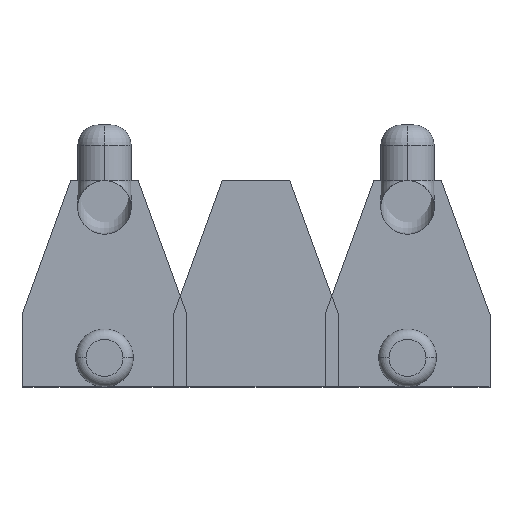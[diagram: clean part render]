
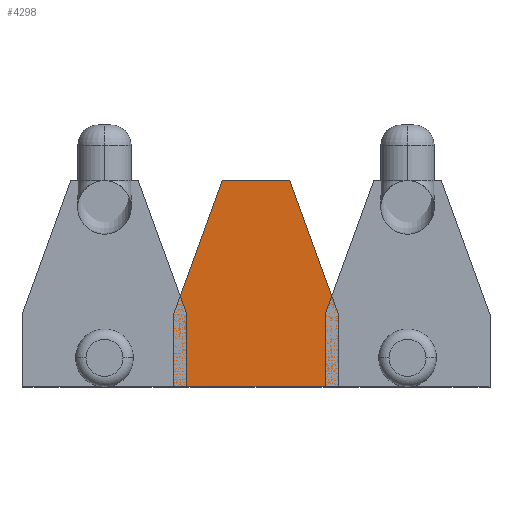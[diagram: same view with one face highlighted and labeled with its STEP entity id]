
A CAD part, top view. The second image highlights one B-rep face of the part: STEP entity #4298.
In plain terms, the highlighted planar face has unit normal (0, 0, 1).
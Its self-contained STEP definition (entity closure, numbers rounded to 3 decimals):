
#102 = VERTEX_POINT ( 'NONE', #136 ) ;
#115 = DIRECTION ( 'NONE',  ( 1., 0., 0. ) ) ;
#136 = CARTESIAN_POINT ( 'NONE',  ( 22.7, 4.2, 0. ) ) ;
#184 = EDGE_CURVE ( 'NONE', #102, #3912, #815, .T. ) ;
#191 = VECTOR ( 'NONE', #541, 1000. ) ;
#361 = VECTOR ( 'NONE', #115, 1000. ) ;
#371 = LINE ( 'NONE', #2392, #361 ) ;
#461 = EDGE_CURVE ( 'NONE', #914, #2435, #2230, .T. ) ;
#541 = DIRECTION ( 'NONE',  ( -0.342, 0.94, 0. ) ) ;
#629 = ORIENTED_EDGE ( 'NONE', *, *, #1573, .F. ) ;
#783 = VERTEX_POINT ( 'NONE', #2463 ) ;
#815 = LINE ( 'NONE', #876, #191 ) ;
#876 = CARTESIAN_POINT ( 'NONE',  ( 23.114, 3.062, 0. ) ) ;
#909 = EDGE_CURVE ( 'NONE', #3803, #3912, #371, .T. ) ;
#914 = VERTEX_POINT ( 'NONE', #4178 ) ;
#1017 = VECTOR ( 'NONE', #2567, 1000. ) ;
#1180 = CARTESIAN_POINT ( 'NONE',  ( 6.7, -2.8, 0. ) ) ;
#1211 = PLANE ( 'NONE',  #1844 ) ;
#1495 = LINE ( 'NONE', #4243, #4190 ) ;
#1532 = DIRECTION ( 'NONE',  ( 1., 0., 0. ) ) ;
#1558 = CARTESIAN_POINT ( 'NONE',  ( 22.7, -2.8, 0. ) ) ;
#1569 = DIRECTION ( 'NONE',  ( 0., 0., 1. ) ) ;
#1573 = EDGE_CURVE ( 'NONE', #102, #783, #1845, .T. ) ;
#1832 = CARTESIAN_POINT ( 'NONE',  ( 6.7, 4.2, 0. ) ) ;
#1844 = AXIS2_PLACEMENT_3D ( 'NONE', #2170, #1569, #1532 ) ;
#1845 = LINE ( 'NONE', #1558, #3693 ) ;
#1857 = FACE_OUTER_BOUND ( 'NONE', #4039, .T. ) ;
#2158 = ORIENTED_EDGE ( 'NONE', *, *, #2938, .T. ) ;
#2170 = CARTESIAN_POINT ( 'NONE',  ( 14.7, 0., 0. ) ) ;
#2230 = LINE ( 'NONE', #1180, #1017 ) ;
#2262 = CARTESIAN_POINT ( 'NONE',  ( 11.432, 17.2, 0. ) ) ;
#2292 = EDGE_CURVE ( 'NONE', #783, #914, #1495, .T. ) ;
#2324 = VECTOR ( 'NONE', #3627, 1000. ) ;
#2388 = ORIENTED_EDGE ( 'NONE', *, *, #184, .T. ) ;
#2392 = CARTESIAN_POINT ( 'NONE',  ( 22.7, 17.2, 0. ) ) ;
#2435 = VERTEX_POINT ( 'NONE', #1832 ) ;
#2463 = CARTESIAN_POINT ( 'NONE',  ( 22.7, -2.8, 0. ) ) ;
#2567 = DIRECTION ( 'NONE',  ( 0., 1., 0. ) ) ;
#2840 = DIRECTION ( 'NONE',  ( -1., 0., 0. ) ) ;
#2938 = EDGE_CURVE ( 'NONE', #3803, #2435, #3587, .T. ) ;
#3040 = CARTESIAN_POINT ( 'NONE',  ( 17.968, 17.2, 0. ) ) ;
#3168 = ORIENTED_EDGE ( 'NONE', *, *, #909, .F. ) ;
#3328 = ORIENTED_EDGE ( 'NONE', *, *, #2292, .F. ) ;
#3587 = LINE ( 'NONE', #3979, #2324 ) ;
#3627 = DIRECTION ( 'NONE',  ( -0.342, -0.94, 0. ) ) ;
#3693 = VECTOR ( 'NONE', #3901, 1000. ) ;
#3803 = VERTEX_POINT ( 'NONE', #2262 ) ;
#3857 = ORIENTED_EDGE ( 'NONE', *, *, #461, .F. ) ;
#3901 = DIRECTION ( 'NONE',  ( 0., -1., 0. ) ) ;
#3912 = VERTEX_POINT ( 'NONE', #3040 ) ;
#3979 = CARTESIAN_POINT ( 'NONE',  ( 6.286, 3.062, 0. ) ) ;
#4039 = EDGE_LOOP ( 'NONE', ( #2158, #3857, #3328, #629, #2388, #3168 ) ) ;
#4178 = CARTESIAN_POINT ( 'NONE',  ( 6.7, -2.8, 0. ) ) ;
#4190 = VECTOR ( 'NONE', #2840, 1000. ) ;
#4243 = CARTESIAN_POINT ( 'NONE',  ( 22.7, -2.8, 0. ) ) ;
#4298 = ADVANCED_FACE ( 'NONE', ( #1857 ), #1211, .T. ) ;
